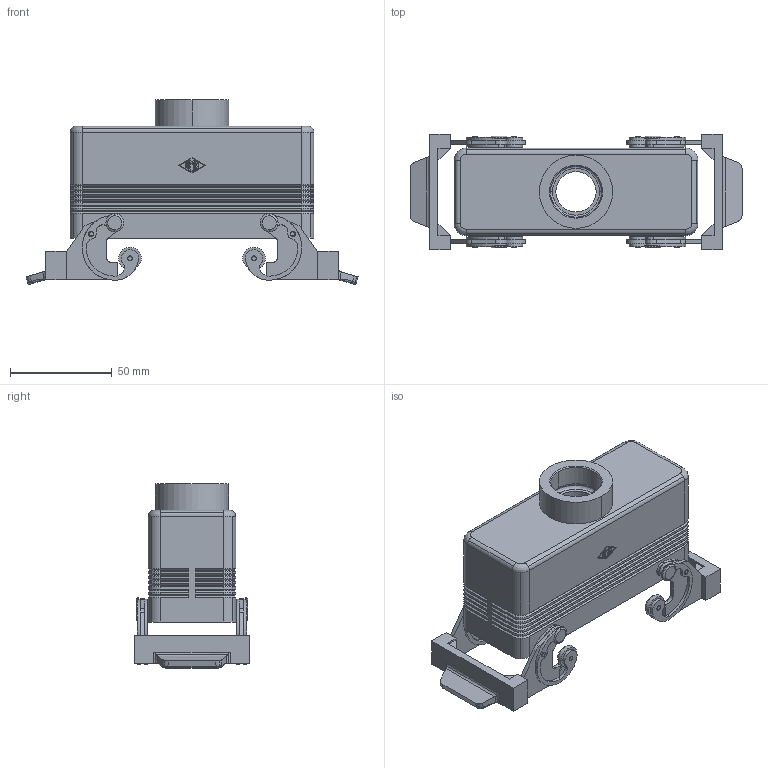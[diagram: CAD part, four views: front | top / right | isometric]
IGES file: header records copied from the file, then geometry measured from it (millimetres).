
Global section: file name: No Iges File Name specified; native system: AutoDesk Inventor R6.1; preprocessor: AutoDesk Inventor Iges Exporter R6.1; author: No Author specified; organization: No Organization specified; date: 20061221.091234; units: millimetre
Bounding box: 163.32 x 57 x 90.71 mm (x, y, z)
Volume: 100017.4 mm3; surface area: 62439 mm2
Topology: 1 solids, 5 shells, 890 faces, 2258 edges, 1403 vertices
Faces by surface type: bspline 281, plane 272, cylinder 157, cone 100, revolution 64, torus 16
